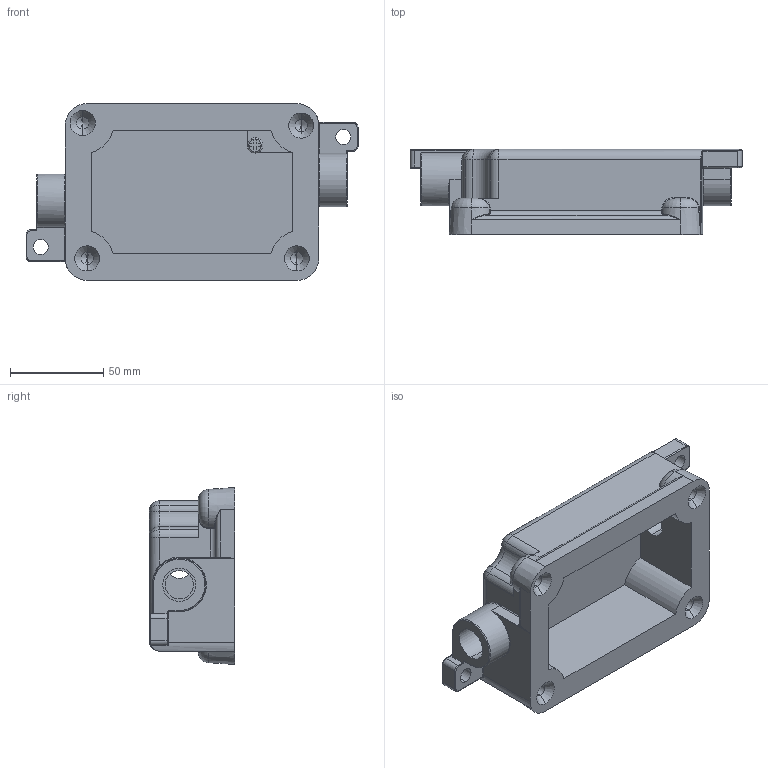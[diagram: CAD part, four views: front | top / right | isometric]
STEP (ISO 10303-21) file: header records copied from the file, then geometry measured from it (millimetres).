
FILE_DESCRIPTION (( 'STEP AP214' ), '1' );
FILE_NAME ('FXB-4.step', '2016-03-09T20:24:42', ( '' ), ( '' ), 'SwSTEP 2.0', 'SolidWorks 2015', '' );
FILE_SCHEMA (( 'AUTOMOTIVE_DESIGN' ));
Length unit declared in the file: inch
Products named in the file (1): FXB-4
Bounding box: 178.46 x 45.72 x 95.15 mm (x, y, z)
Volume: 246615 mm3; surface area: 64750 mm2
Topology: 2 solids, 2 shells, 370 faces, 920 edges, 540 vertices
Faces by surface type: plane 120, cylinder 102, bspline 67, torus 52, cone 22, sphere 7
Entity records: 14044 total; most frequent: CARTESIAN_POINT 5406, ORIENTED_EDGE 1778, DIRECTION 1671, EDGE_CURVE 889, AXIS2_PLACEMENT_3D 624, VERTEX_POINT 540, LINE 423, VECTOR 423
